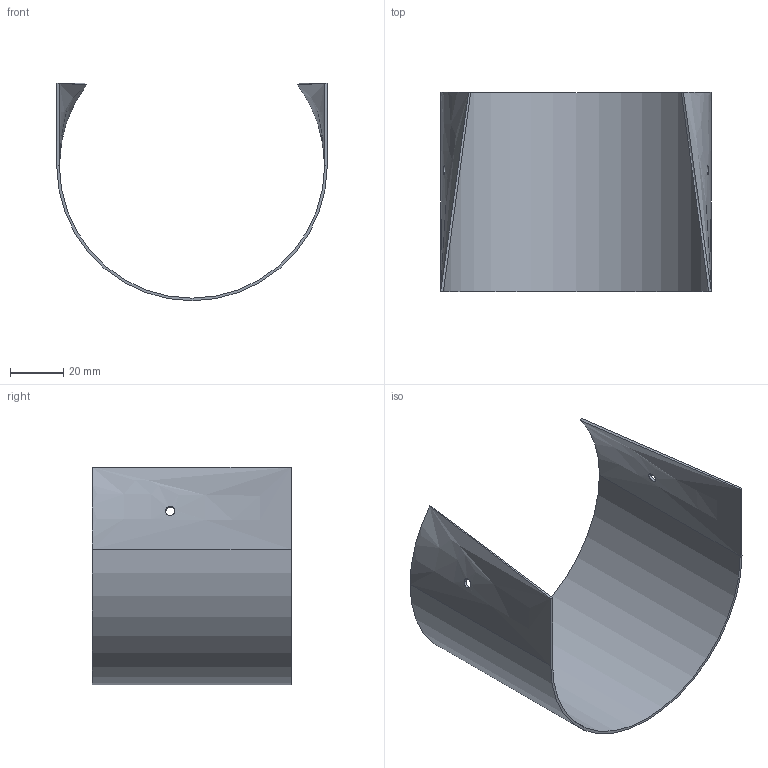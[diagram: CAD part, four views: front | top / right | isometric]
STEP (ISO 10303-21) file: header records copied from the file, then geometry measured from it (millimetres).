
FILE_DESCRIPTION(/* description */ ('VariCAD 2021-1.02 AP-214'),/* implementation_level */ '2;1');
FILE_NAME(/* name */ 'part-54_Shell_Middle.stp',/* time_stamp */ '2022-06-12T18:28:23+02:00',/* author */ (''),/* organization */ (''),/* preprocessor_version */ 'VariCAD 2021-1.02',/* originating_system */ 'VariCAD 2021-1.02; kernel version (20180118)',/* authorisation */ '');
FILE_SCHEMA(('AUTOMOTIVE_DESIGN'));
Length unit declared in the file: millimetre
Products named in the file (2): part-54_Shell_Middle
Assembly tree (1 placements, depth 2):
  part-54_Shell_Middle
    (unnamed)
Bounding box: 102 x 75.14 x 82 mm (x, y, z)
Volume: 16629.6 mm3; surface area: 33879.3 mm2
Topology: 1 solids, 1 shells, 18 faces, 40 edges, 24 vertices
Faces by surface type: bspline 10, cylinder 6, plane 2
Entity records: 1131 total; most frequent: CARTESIAN_POINT 763, ORIENTED_EDGE 80, EDGE_CURVE 40, DIRECTION 37, B_SPLINE_CURVE_WITH_KNOTS 31, VERTEX_POINT 24, EDGE_LOOP 22, ADVANCED_FACE 18
